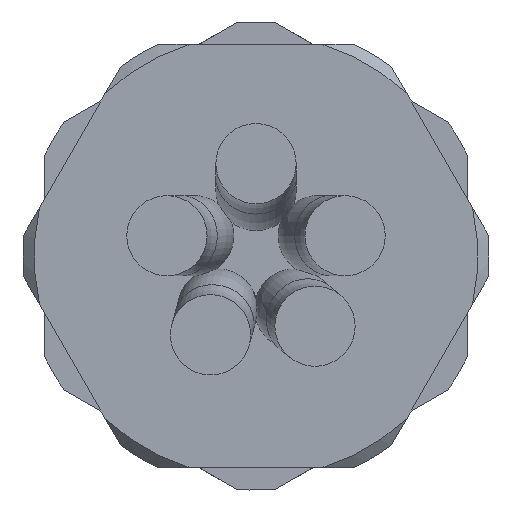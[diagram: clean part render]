
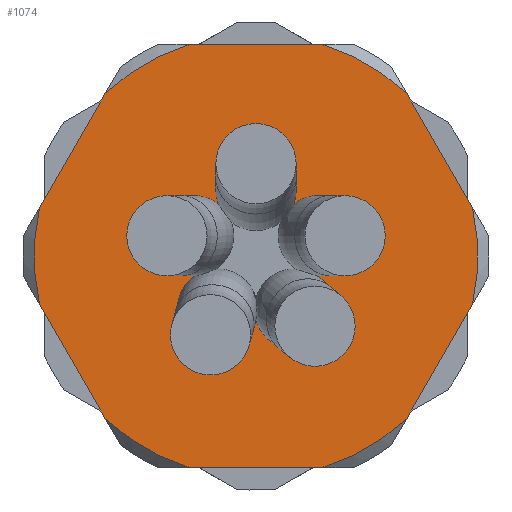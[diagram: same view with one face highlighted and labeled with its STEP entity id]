
A CAD part, front view. The second image highlights one B-rep face of the part: STEP entity #1074.
In plain terms, the highlighted planar face has unit normal (0, -1, 0).
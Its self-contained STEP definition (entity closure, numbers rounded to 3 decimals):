
#418=LINE('',#6716,#677);
#420=LINE('',#6739,#679);
#422=LINE('',#6762,#681);
#424=LINE('',#6785,#683);
#426=LINE('',#6808,#685);
#428=LINE('',#6831,#687);
#677=VECTOR('',#5242,1.);
#679=VECTOR('',#5246,1.);
#681=VECTOR('',#5250,1.);
#683=VECTOR('',#5254,1.);
#685=VECTOR('',#5258,1.);
#687=VECTOR('',#5262,1.);
#943=FACE_BOUND('',#1670,.T.);
#944=FACE_BOUND('',#1671,.T.);
#1074=ADVANCED_FACE('',(#943,#944),#1321,.T.);
#1321=PLANE('',#4612);
#1670=EDGE_LOOP('',(#2215,#2216,#2217,#2218,#2219,#2220,#2221,#2222,#2223,
#2224,#2225,#2226));
#1671=EDGE_LOOP('',(#2227,#2228,#2229,#2230,#2231));
#2215=ORIENTED_EDGE('',*,*,#3873,.F.);
#2216=ORIENTED_EDGE('',*,*,#3872,.F.);
#2217=ORIENTED_EDGE('',*,*,#3874,.F.);
#2218=ORIENTED_EDGE('',*,*,#3842,.F.);
#2219=ORIENTED_EDGE('',*,*,#3875,.F.);
#2220=ORIENTED_EDGE('',*,*,#3848,.F.);
#2221=ORIENTED_EDGE('',*,*,#3876,.F.);
#2222=ORIENTED_EDGE('',*,*,#3854,.F.);
#2223=ORIENTED_EDGE('',*,*,#3877,.F.);
#2224=ORIENTED_EDGE('',*,*,#3860,.F.);
#2225=ORIENTED_EDGE('',*,*,#3878,.F.);
#2226=ORIENTED_EDGE('',*,*,#3866,.F.);
#2227=ORIENTED_EDGE('',*,*,#3879,.T.);
#2228=ORIENTED_EDGE('',*,*,#3880,.T.);
#2229=ORIENTED_EDGE('',*,*,#3881,.T.);
#2230=ORIENTED_EDGE('',*,*,#3882,.T.);
#2231=ORIENTED_EDGE('',*,*,#3883,.T.);
#3382=VERTEX_POINT('',#6699);
#3385=VERTEX_POINT('',#6715);
#3386=VERTEX_POINT('',#6722);
#3389=VERTEX_POINT('',#6738);
#3390=VERTEX_POINT('',#6745);
#3393=VERTEX_POINT('',#6761);
#3394=VERTEX_POINT('',#6768);
#3397=VERTEX_POINT('',#6784);
#3398=VERTEX_POINT('',#6791);
#3401=VERTEX_POINT('',#6807);
#3402=VERTEX_POINT('',#6814);
#3405=VERTEX_POINT('',#6830);
#3406=VERTEX_POINT('',#6840);
#3407=VERTEX_POINT('',#6841);
#3408=VERTEX_POINT('',#6843);
#3409=VERTEX_POINT('',#6845);
#3410=VERTEX_POINT('',#6847);
#3842=EDGE_CURVE('',#3385,#3382,#418,.T.);
#3848=EDGE_CURVE('',#3389,#3386,#420,.T.);
#3854=EDGE_CURVE('',#3393,#3390,#422,.T.);
#3860=EDGE_CURVE('',#3397,#3394,#424,.T.);
#3866=EDGE_CURVE('',#3401,#3398,#426,.T.);
#3872=EDGE_CURVE('',#3405,#3402,#428,.T.);
#3873=EDGE_CURVE('',#3402,#3401,#4346,.T.);
#3874=EDGE_CURVE('',#3382,#3405,#4347,.T.);
#3875=EDGE_CURVE('',#3386,#3385,#4348,.T.);
#3876=EDGE_CURVE('',#3390,#3389,#4349,.T.);
#3877=EDGE_CURVE('',#3394,#3393,#4350,.T.);
#3878=EDGE_CURVE('',#3398,#3397,#4351,.T.);
#3879=EDGE_CURVE('',#3406,#3407,#4352,.T.);
#3880=EDGE_CURVE('',#3407,#3408,#4353,.T.);
#3881=EDGE_CURVE('',#3408,#3409,#4354,.T.);
#3882=EDGE_CURVE('',#3409,#3410,#4355,.T.);
#3883=EDGE_CURVE('',#3410,#3406,#4356,.T.);
#4346=CIRCLE('',#4601,9.95);
#4347=CIRCLE('',#4602,9.95);
#4348=CIRCLE('',#4603,9.95);
#4349=CIRCLE('',#4604,9.95);
#4350=CIRCLE('',#4605,9.95);
#4351=CIRCLE('',#4606,9.95);
#4352=CIRCLE('',#4607,1.8);
#4353=CIRCLE('',#4608,1.8);
#4354=CIRCLE('',#4609,1.8);
#4355=CIRCLE('',#4610,1.8);
#4356=CIRCLE('',#4611,1.8);
#4601=AXIS2_PLACEMENT_3D('',#6833,#5265,#5266);
#4602=AXIS2_PLACEMENT_3D('',#6834,#5267,#5268);
#4603=AXIS2_PLACEMENT_3D('',#6835,#5269,#5270);
#4604=AXIS2_PLACEMENT_3D('',#6836,#5271,#5272);
#4605=AXIS2_PLACEMENT_3D('',#6837,#5273,#5274);
#4606=AXIS2_PLACEMENT_3D('',#6838,#5275,#5276);
#4607=AXIS2_PLACEMENT_3D('',#6839,#5277,#5278);
#4608=AXIS2_PLACEMENT_3D('',#6842,#5279,#5280);
#4609=AXIS2_PLACEMENT_3D('',#6844,#5281,#5282);
#4610=AXIS2_PLACEMENT_3D('',#6846,#5283,#5284);
#4611=AXIS2_PLACEMENT_3D('',#6848,#5285,#5286);
#4612=AXIS2_PLACEMENT_3D('',#6849,#5287,#5288);
#5242=DIRECTION('',(-0.5,0.,-0.866));
#5246=DIRECTION('',(0.5,0.,-0.866));
#5250=DIRECTION('',(1.,0.,0.));
#5254=DIRECTION('',(0.5,0.,0.866));
#5258=DIRECTION('',(-0.5,0.,0.866));
#5262=DIRECTION('',(-1.,0.,0.));
#5265=DIRECTION('',(0.,1.,0.));
#5266=DIRECTION('',(0.,0.,-1.));
#5267=DIRECTION('',(0.,1.,0.));
#5268=DIRECTION('',(0.,0.,-1.));
#5269=DIRECTION('',(0.,1.,0.));
#5270=DIRECTION('',(0.,0.,-1.));
#5271=DIRECTION('',(0.,1.,0.));
#5272=DIRECTION('',(0.,0.,-1.));
#5273=DIRECTION('',(0.,1.,0.));
#5274=DIRECTION('',(0.,0.,-1.));
#5275=DIRECTION('',(0.,1.,0.));
#5276=DIRECTION('',(0.,0.,-1.));
#5277=DIRECTION('',(0.,1.,0.));
#5278=DIRECTION('',(0.,0.,-1.));
#5279=DIRECTION('',(0.,1.,0.));
#5280=DIRECTION('',(0.,0.,-1.));
#5281=DIRECTION('',(0.,1.,0.));
#5282=DIRECTION('',(0.,0.,-1.));
#5283=DIRECTION('',(0.,1.,0.));
#5284=DIRECTION('',(0.,0.,-1.));
#5285=DIRECTION('',(0.,1.,0.));
#5286=DIRECTION('',(0.,0.,-1.));
#5287=DIRECTION('',(0.,-1.,0.));
#5288=DIRECTION('',(0.,0.,-1.));
#6699=CARTESIAN_POINT('',(56.748,44.05,-7.312));
#6715=CARTESIAN_POINT('',(59.706,44.05,-2.188));
#6716=CARTESIAN_POINT('',(60.97,44.05,0.));
#6722=CARTESIAN_POINT('',(59.706,44.05,2.188));
#6738=CARTESIAN_POINT('',(56.748,44.05,7.312));
#6739=CARTESIAN_POINT('',(55.485,44.05,9.5));
#6745=CARTESIAN_POINT('',(52.958,44.05,9.5));
#6761=CARTESIAN_POINT('',(47.042,44.05,9.5));
#6762=CARTESIAN_POINT('',(44.515,44.05,9.5));
#6768=CARTESIAN_POINT('',(43.252,44.05,7.312));
#6784=CARTESIAN_POINT('',(40.294,44.05,2.188));
#6785=CARTESIAN_POINT('',(39.03,44.05,0.));
#6791=CARTESIAN_POINT('',(40.294,44.05,-2.188));
#6807=CARTESIAN_POINT('',(43.252,44.05,-7.312));
#6808=CARTESIAN_POINT('',(44.515,44.05,-9.5));
#6814=CARTESIAN_POINT('',(47.042,44.05,-9.5));
#6830=CARTESIAN_POINT('',(52.958,44.05,-9.5));
#6831=CARTESIAN_POINT('',(55.485,44.05,-9.5));
#6833=CARTESIAN_POINT('',(50.,44.05,0.));
#6834=CARTESIAN_POINT('',(50.,44.05,0.));
#6835=CARTESIAN_POINT('',(50.,44.05,0.));
#6836=CARTESIAN_POINT('',(50.,44.05,0.));
#6837=CARTESIAN_POINT('',(50.,44.05,0.));
#6838=CARTESIAN_POINT('',(50.,44.05,0.));
#6839=CARTESIAN_POINT('',(48.272,44.05,-2.379));
#6840=CARTESIAN_POINT('',(50.,44.05,-2.882));
#6841=CARTESIAN_POINT('',(47.259,44.05,-0.891));
#6842=CARTESIAN_POINT('',(47.204,44.05,0.909));
#6843=CARTESIAN_POINT('',(48.306,44.05,2.332));
#6844=CARTESIAN_POINT('',(50.,44.05,2.94));
#6845=CARTESIAN_POINT('',(51.694,44.05,2.332));
#6846=CARTESIAN_POINT('',(52.796,44.05,0.909));
#6847=CARTESIAN_POINT('',(52.741,44.05,-0.891));
#6848=CARTESIAN_POINT('',(51.728,44.05,-2.379));
#6849=CARTESIAN_POINT('',(50.,44.05,0.));
